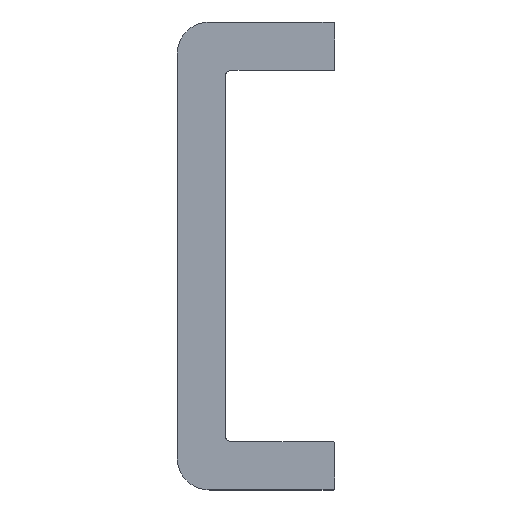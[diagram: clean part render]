
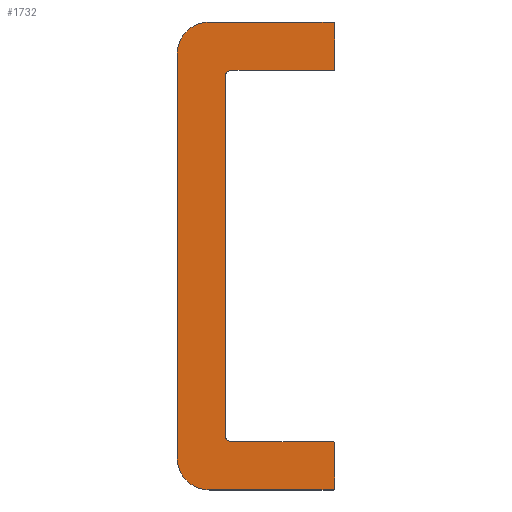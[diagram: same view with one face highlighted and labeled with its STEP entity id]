
A CAD part, top view. The second image highlights one B-rep face of the part: STEP entity #1732.
In plain terms, the highlighted planar face has unit normal (0, 0, 1).
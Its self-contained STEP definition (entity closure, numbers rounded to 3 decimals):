
#77=CIRCLE('',#1861,5.2);
#79=CIRCLE('',#1865,0.3);
#85=CIRCLE('',#1877,0.9);
#89=CIRCLE('',#1889,5.2);
#90=CIRCLE('',#1890,0.3);
#91=CIRCLE('',#1891,0.3);
#92=CIRCLE('',#1892,0.9);
#221=FACE_OUTER_BOUND('',#332,.T.);
#332=EDGE_LOOP('',(#1462,#1463,#1464,#1465,#1466,#1467,#1468,#1469,#1470,
#1471,#1472,#1473,#1474,#1475,#1476));
#470=LINE('',#2837,#637);
#487=LINE('',#2885,#654);
#489=LINE('',#2888,#656);
#491=LINE('',#2892,#658);
#502=LINE('',#2920,#669);
#504=LINE('',#2926,#671);
#505=LINE('',#2930,#672);
#506=LINE('',#2934,#673);
#637=VECTOR('',#2220,10.);
#654=VECTOR('',#2267,10.);
#656=VECTOR('',#2271,10.);
#658=VECTOR('',#2275,10.);
#669=VECTOR('',#2300,10.);
#671=VECTOR('',#2306,10.);
#672=VECTOR('',#2309,10.);
#673=VECTOR('',#2312,10.);
#798=VERTEX_POINT('',#2827);
#799=VERTEX_POINT('',#2828);
#802=VERTEX_POINT('',#2836);
#804=VERTEX_POINT('',#2842);
#813=VERTEX_POINT('',#2872);
#816=VERTEX_POINT('',#2877);
#818=VERTEX_POINT('',#2883);
#819=VERTEX_POINT('',#2891);
#829=VERTEX_POINT('',#2919);
#830=VERTEX_POINT('',#2923);
#831=VERTEX_POINT('',#2925);
#832=VERTEX_POINT('',#2927);
#833=VERTEX_POINT('',#2929);
#834=VERTEX_POINT('',#2931);
#835=VERTEX_POINT('',#2933);
#1006=EDGE_CURVE('',#798,#799,#77,.T.);
#1010=EDGE_CURVE('',#799,#802,#470,.T.);
#1013=EDGE_CURVE('',#802,#804,#79,.T.);
#1031=EDGE_CURVE('',#816,#813,#85,.T.);
#1034=EDGE_CURVE('',#818,#816,#487,.T.);
#1036=EDGE_CURVE('',#804,#818,#489,.T.);
#1038=EDGE_CURVE('',#798,#819,#491,.T.);
#1052=EDGE_CURVE('',#813,#829,#502,.T.);
#1054=EDGE_CURVE('',#819,#830,#89,.T.);
#1055=EDGE_CURVE('',#830,#831,#504,.T.);
#1056=EDGE_CURVE('',#831,#832,#90,.T.);
#1057=EDGE_CURVE('',#832,#833,#505,.T.);
#1058=EDGE_CURVE('',#834,#833,#91,.T.);
#1059=EDGE_CURVE('',#834,#835,#506,.T.);
#1060=EDGE_CURVE('',#835,#829,#92,.T.);
#1462=ORIENTED_EDGE('',*,*,#1038,.T.);
#1463=ORIENTED_EDGE('',*,*,#1054,.T.);
#1464=ORIENTED_EDGE('',*,*,#1055,.T.);
#1465=ORIENTED_EDGE('',*,*,#1056,.T.);
#1466=ORIENTED_EDGE('',*,*,#1057,.T.);
#1467=ORIENTED_EDGE('',*,*,#1058,.F.);
#1468=ORIENTED_EDGE('',*,*,#1059,.T.);
#1469=ORIENTED_EDGE('',*,*,#1060,.T.);
#1470=ORIENTED_EDGE('',*,*,#1052,.F.);
#1471=ORIENTED_EDGE('',*,*,#1031,.F.);
#1472=ORIENTED_EDGE('',*,*,#1034,.F.);
#1473=ORIENTED_EDGE('',*,*,#1036,.F.);
#1474=ORIENTED_EDGE('',*,*,#1013,.F.);
#1475=ORIENTED_EDGE('',*,*,#1010,.F.);
#1476=ORIENTED_EDGE('',*,*,#1006,.F.);
#1651=PLANE('',#1888);
#1732=ADVANCED_FACE('',(#221),#1651,.T.);
#1861=AXIS2_PLACEMENT_3D('',#2829,#2212,#2213);
#1865=AXIS2_PLACEMENT_3D('',#2843,#2225,#2226);
#1877=AXIS2_PLACEMENT_3D('',#2879,#2261,#2262);
#1888=AXIS2_PLACEMENT_3D('',#2922,#2302,#2303);
#1889=AXIS2_PLACEMENT_3D('',#2924,#2304,#2305);
#1890=AXIS2_PLACEMENT_3D('',#2928,#2307,#2308);
#1891=AXIS2_PLACEMENT_3D('',#2932,#2310,#2311);
#1892=AXIS2_PLACEMENT_3D('',#2935,#2313,#2314);
#2212=DIRECTION('center_axis',(0.,0.,-1.));
#2213=DIRECTION('ref_axis',(-1.,0.,0.));
#2220=DIRECTION('',(1.,0.,0.));
#2225=DIRECTION('center_axis',(0.,0.,-1.));
#2226=DIRECTION('ref_axis',(0.,1.,0.));
#2261=DIRECTION('center_axis',(0.,0.,1.));
#2262=DIRECTION('ref_axis',(0.,-1.,0.));
#2267=DIRECTION('',(-1.,0.,0.));
#2271=DIRECTION('',(0.,-1.,0.));
#2275=DIRECTION('',(0.,-1.,0.));
#2300=DIRECTION('',(0.,-1.,0.));
#2302=DIRECTION('center_axis',(0.,0.,1.));
#2303=DIRECTION('ref_axis',(1.,0.,0.));
#2304=DIRECTION('center_axis',(0.,0.,1.));
#2305=DIRECTION('ref_axis',(-1.,0.,0.));
#2306=DIRECTION('',(1.,0.,0.));
#2307=DIRECTION('center_axis',(0.,0.,1.));
#2308=DIRECTION('ref_axis',(0.,-1.,0.));
#2309=DIRECTION('',(0.,1.,0.));
#2310=DIRECTION('center_axis',(0.,0.,-1.));
#2311=DIRECTION('ref_axis',(0.707,0.707,0.));
#2312=DIRECTION('',(-1.,0.,0.));
#2313=DIRECTION('center_axis',(0.,0.,-1.));
#2314=DIRECTION('ref_axis',(0.,1.,0.));
#2827=CARTESIAN_POINT('',(-13.75,40.65,2.));
#2828=CARTESIAN_POINT('',(-8.55,45.85,2.));
#2829=CARTESIAN_POINT('Origin',(-8.55,40.65,2.));
#2836=CARTESIAN_POINT('',(11.45,45.85,2.));
#2837=CARTESIAN_POINT('',(-8.55,45.85,2.));
#2842=CARTESIAN_POINT('',(11.75,45.55,2.));
#2843=CARTESIAN_POINT('Origin',(11.45,45.55,2.));
#2872=CARTESIAN_POINT('',(-5.95,37.15,2.));
#2877=CARTESIAN_POINT('',(-5.05,38.05,2.));
#2879=CARTESIAN_POINT('Origin',(-5.05,37.15,2.));
#2883=CARTESIAN_POINT('',(11.75,38.05,2.));
#2885=CARTESIAN_POINT('',(-5.05,38.05,2.));
#2888=CARTESIAN_POINT('',(11.75,45.55,2.));
#2891=CARTESIAN_POINT('',(-13.75,-24.55,2.));
#2892=CARTESIAN_POINT('',(-13.75,27.45,2.));
#2919=CARTESIAN_POINT('',(-5.95,-21.05,2.));
#2920=CARTESIAN_POINT('',(-5.95,-11.65,2.));
#2922=CARTESIAN_POINT('Origin',(0.,0.,
2.));
#2923=CARTESIAN_POINT('',(-8.55,-29.75,2.));
#2924=CARTESIAN_POINT('Origin',(-8.55,-24.55,2.));
#2925=CARTESIAN_POINT('',(11.45,-29.75,2.));
#2926=CARTESIAN_POINT('',(-8.55,-29.75,2.));
#2927=CARTESIAN_POINT('',(11.75,-29.45,2.));
#2928=CARTESIAN_POINT('Origin',(11.45,-29.45,2.));
#2929=CARTESIAN_POINT('',(11.75,-22.25,2.));
#2930=CARTESIAN_POINT('',(11.75,-29.45,2.));
#2931=CARTESIAN_POINT('',(11.45,-21.95,2.));
#2932=CARTESIAN_POINT('Origin',(11.45,-22.25,2.));
#2933=CARTESIAN_POINT('',(-5.05,-21.95,2.));
#2934=CARTESIAN_POINT('',(-5.05,-21.95,2.));
#2935=CARTESIAN_POINT('Origin',(-5.05,-21.05,2.));
